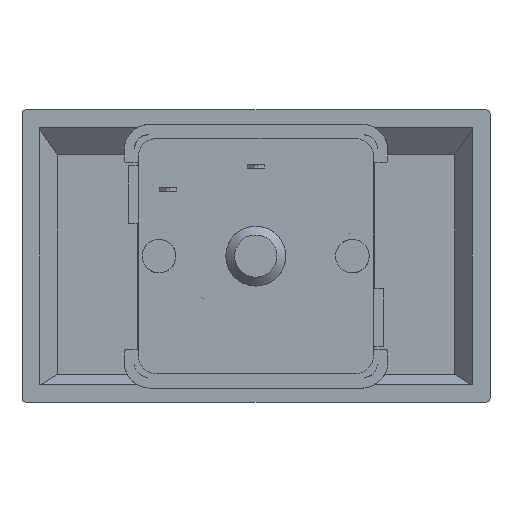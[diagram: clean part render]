
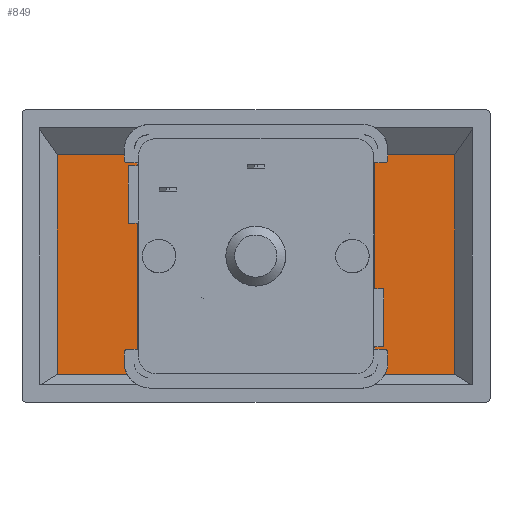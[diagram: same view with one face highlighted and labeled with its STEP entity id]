
A CAD part, front view. The second image highlights one B-rep face of the part: STEP entity #849.
In plain terms, the highlighted free-form (B-spline) face has degree [1, 1] with [2, 2] control points.
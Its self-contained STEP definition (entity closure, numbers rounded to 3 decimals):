
#31 = VERTEX_POINT('',#32);
#32 = CARTESIAN_POINT('',(38.2,2.4,-0.5));
#37 = EDGE_CURVE('',#38,#31,#40,.T.);
#38 = VERTEX_POINT('',#39);
#39 = CARTESIAN_POINT('',(38.2,2.4,-1.5));
#40 = B_SPLINE_CURVE_WITH_KNOTS('',1,(#41,#42),.UNSPECIFIED.,.F.,.F.,(2,
    2),(-0.045,0.055),
  .PIECEWISE_BEZIER_KNOTS.);
#41 = CARTESIAN_POINT('',(38.2,2.4,-1.5));
#42 = CARTESIAN_POINT('',(38.2,2.4,-0.5));
#65 = EDGE_CURVE('',#66,#38,#68,.T.);
#66 = VERTEX_POINT('',#67);
#67 = CARTESIAN_POINT('',(39.5,2.4,-1.5));
#68 = B_SPLINE_CURVE_WITH_KNOTS('',1,(#69,#70),.UNSPECIFIED.,.F.,.F.,(2,
    2),(0.11,0.24),.PIECEWISE_BEZIER_KNOTS.);
#69 = CARTESIAN_POINT('',(39.5,2.4,-1.5));
#70 = CARTESIAN_POINT('',(38.2,2.4,-1.5));
#93 = EDGE_CURVE('',#94,#66,#96,.T.);
#94 = VERTEX_POINT('',#95);
#95 = CARTESIAN_POINT('',(39.5,2.4,-0.5));
#96 = B_SPLINE_CURVE_WITH_KNOTS('',1,(#97,#98),.UNSPECIFIED.,.F.,.F.,(2,
    2),(-0.005,0.095),
  .PIECEWISE_BEZIER_KNOTS.);
#97 = CARTESIAN_POINT('',(39.5,2.4,-0.5));
#98 = CARTESIAN_POINT('',(39.5,2.4,-1.5));
#121 = EDGE_CURVE('',#122,#94,#124,.T.);
#122 = VERTEX_POINT('',#123);
#123 = CARTESIAN_POINT('',(39.28,2.4,-0.5));
#124 = B_SPLINE_CURVE_WITH_KNOTS('',1,(#125,#126),.UNSPECIFIED.,.F.,.F.,
  (2,2),(-0.121,-0.099),.PIECEWISE_BEZIER_KNOTS.);
#125 = CARTESIAN_POINT('',(39.28,2.4,-0.5));
#126 = CARTESIAN_POINT('',(39.5,2.4,-0.5));
#149 = EDGE_CURVE('',#150,#122,#152,.T.);
#150 = VERTEX_POINT('',#151);
#151 = CARTESIAN_POINT('',(39.28,2.4,0.5));
#152 = B_SPLINE_CURVE_WITH_KNOTS('',1,(#153,#154),.UNSPECIFIED.,.F.,.F.,
  (2,2),(-0.055,0.045),.PIECEWISE_BEZIER_KNOTS.);
#153 = CARTESIAN_POINT('',(39.28,2.4,0.5));
#154 = CARTESIAN_POINT('',(39.28,2.4,-0.5));
#177 = EDGE_CURVE('',#178,#150,#180,.T.);
#178 = VERTEX_POINT('',#179);
#179 = CARTESIAN_POINT('',(39.5,2.4,0.5));
#180 = B_SPLINE_CURVE_WITH_KNOTS('',1,(#181,#182),.UNSPECIFIED.,.F.,.F.,
  (2,2),(0.11,0.132),.PIECEWISE_BEZIER_KNOTS.);
#181 = CARTESIAN_POINT('',(39.5,2.4,0.5));
#182 = CARTESIAN_POINT('',(39.28,2.4,0.5));
#205 = EDGE_CURVE('',#206,#178,#208,.T.);
#206 = VERTEX_POINT('',#207);
#207 = CARTESIAN_POINT('',(39.5,2.4,1.5));
#208 = B_SPLINE_CURVE_WITH_KNOTS('',1,(#209,#210),.UNSPECIFIED.,.F.,.F.,
  (2,2),(-0.105,-0.005),.PIECEWISE_BEZIER_KNOTS.);
#209 = CARTESIAN_POINT('',(39.5,2.4,1.5));
#210 = CARTESIAN_POINT('',(39.5,2.4,0.5));
#233 = EDGE_CURVE('',#234,#206,#236,.T.);
#234 = VERTEX_POINT('',#235);
#235 = CARTESIAN_POINT('',(38.2,2.4,1.5));
#236 = B_SPLINE_CURVE_WITH_KNOTS('',1,(#237,#238),.UNSPECIFIED.,.F.,.F.,
  (2,2),(-0.175,-0.045),.PIECEWISE_BEZIER_KNOTS.);
#237 = CARTESIAN_POINT('',(38.2,2.4,1.5));
#238 = CARTESIAN_POINT('',(39.5,2.4,1.5));
#261 = EDGE_CURVE('',#262,#234,#264,.T.);
#262 = VERTEX_POINT('',#263);
#263 = CARTESIAN_POINT('',(38.2,2.4,0.5));
#264 = B_SPLINE_CURVE_WITH_KNOTS('',1,(#265,#266),.UNSPECIFIED.,.F.,.F.,
  (2,2),(0.055,0.155),.PIECEWISE_BEZIER_KNOTS.);
#265 = CARTESIAN_POINT('',(38.2,2.4,0.5));
#266 = CARTESIAN_POINT('',(38.2,2.4,1.5));
#289 = EDGE_CURVE('',#290,#262,#292,.T.);
#290 = VERTEX_POINT('',#291);
#291 = CARTESIAN_POINT('',(38.42,2.4,0.5));
#292 = B_SPLINE_CURVE_WITH_KNOTS('',1,(#293,#294),.UNSPECIFIED.,.F.,.F.,
  (2,2),(0.164,0.186),.PIECEWISE_BEZIER_KNOTS.);
#293 = CARTESIAN_POINT('',(38.42,2.4,0.5));
#294 = CARTESIAN_POINT('',(38.2,2.4,0.5));
#317 = EDGE_CURVE('',#318,#290,#320,.T.);
#318 = VERTEX_POINT('',#319);
#319 = CARTESIAN_POINT('',(38.42,2.4,-0.5));
#320 = B_SPLINE_CURVE_WITH_KNOTS('',1,(#321,#322),.UNSPECIFIED.,.F.,.F.,
  (2,2),(0.005,0.105),.PIECEWISE_BEZIER_KNOTS.);
#321 = CARTESIAN_POINT('',(38.42,2.4,-0.5));
#322 = CARTESIAN_POINT('',(38.42,2.4,0.5));
#343 = EDGE_CURVE('',#31,#318,#344,.T.);
#344 = B_SPLINE_CURVE_WITH_KNOTS('',1,(#345,#346),.UNSPECIFIED.,.F.,.F.,
  (2,2),(-0.175,-0.153),.PIECEWISE_BEZIER_KNOTS.);
#345 = CARTESIAN_POINT('',(38.2,2.4,-0.5));
#346 = CARTESIAN_POINT('',(38.42,2.4,-0.5));
#387 = VERTEX_POINT('',#388);
#388 = CARTESIAN_POINT('',(44.98,2.4,0.5));
#393 = EDGE_CURVE('',#394,#387,#396,.T.);
#394 = VERTEX_POINT('',#395);
#395 = CARTESIAN_POINT('',(45.2,2.4,0.5));
#396 = B_SPLINE_CURVE_WITH_KNOTS('',1,(#397,#398),.UNSPECIFIED.,.F.,.F.,
  (2,2),(-0.175,-0.153),.PIECEWISE_BEZIER_KNOTS.);
#397 = CARTESIAN_POINT('',(45.2,2.4,0.5));
#398 = CARTESIAN_POINT('',(44.98,2.4,0.5));
#421 = EDGE_CURVE('',#422,#394,#424,.T.);
#422 = VERTEX_POINT('',#423);
#423 = CARTESIAN_POINT('',(45.2,2.4,1.5));
#424 = B_SPLINE_CURVE_WITH_KNOTS('',1,(#425,#426),.UNSPECIFIED.,.F.,.F.,
  (2,2),(-0.105,-0.005),.PIECEWISE_BEZIER_KNOTS.);
#425 = CARTESIAN_POINT('',(45.2,2.4,1.5));
#426 = CARTESIAN_POINT('',(45.2,2.4,0.5));
#449 = EDGE_CURVE('',#450,#422,#452,.T.);
#450 = VERTEX_POINT('',#451);
#451 = CARTESIAN_POINT('',(43.9,2.4,1.5));
#452 = B_SPLINE_CURVE_WITH_KNOTS('',1,(#453,#454),.UNSPECIFIED.,.F.,.F.,
  (2,2),(0.11,0.24),.PIECEWISE_BEZIER_KNOTS.);
#453 = CARTESIAN_POINT('',(43.9,2.4,1.5));
#454 = CARTESIAN_POINT('',(45.2,2.4,1.5));
#477 = EDGE_CURVE('',#478,#450,#480,.T.);
#478 = VERTEX_POINT('',#479);
#479 = CARTESIAN_POINT('',(43.9,2.4,0.5));
#480 = B_SPLINE_CURVE_WITH_KNOTS('',1,(#481,#482),.UNSPECIFIED.,.F.,.F.,
  (2,2),(0.055,0.155),.PIECEWISE_BEZIER_KNOTS.);
#481 = CARTESIAN_POINT('',(43.9,2.4,0.5));
#482 = CARTESIAN_POINT('',(43.9,2.4,1.5));
#505 = EDGE_CURVE('',#506,#478,#508,.T.);
#506 = VERTEX_POINT('',#507);
#507 = CARTESIAN_POINT('',(44.12,2.4,0.5));
#508 = B_SPLINE_CURVE_WITH_KNOTS('',1,(#509,#510),.UNSPECIFIED.,.F.,.F.,
  (2,2),(-0.121,-0.099),.PIECEWISE_BEZIER_KNOTS.);
#509 = CARTESIAN_POINT('',(44.12,2.4,0.5));
#510 = CARTESIAN_POINT('',(43.9,2.4,0.5));
#533 = EDGE_CURVE('',#534,#506,#536,.T.);
#534 = VERTEX_POINT('',#535);
#535 = CARTESIAN_POINT('',(44.12,2.4,-0.5));
#536 = B_SPLINE_CURVE_WITH_KNOTS('',1,(#537,#538),.UNSPECIFIED.,.F.,.F.,
  (2,2),(0.005,0.105),.PIECEWISE_BEZIER_KNOTS.);
#537 = CARTESIAN_POINT('',(44.12,2.4,-0.5));
#538 = CARTESIAN_POINT('',(44.12,2.4,0.5));
#561 = EDGE_CURVE('',#562,#534,#564,.T.);
#562 = VERTEX_POINT('',#563);
#563 = CARTESIAN_POINT('',(43.9,2.4,-0.5));
#564 = B_SPLINE_CURVE_WITH_KNOTS('',1,(#565,#566),.UNSPECIFIED.,.F.,.F.,
  (2,2),(0.11,0.132),.PIECEWISE_BEZIER_KNOTS.);
#565 = CARTESIAN_POINT('',(43.9,2.4,-0.5));
#566 = CARTESIAN_POINT('',(44.12,2.4,-0.5));
#589 = EDGE_CURVE('',#590,#562,#592,.T.);
#590 = VERTEX_POINT('',#591);
#591 = CARTESIAN_POINT('',(43.9,2.4,-1.5));
#592 = B_SPLINE_CURVE_WITH_KNOTS('',1,(#593,#594),.UNSPECIFIED.,.F.,.F.,
  (2,2),(-0.045,0.055),
  .PIECEWISE_BEZIER_KNOTS.);
#593 = CARTESIAN_POINT('',(43.9,2.4,-1.5));
#594 = CARTESIAN_POINT('',(43.9,2.4,-0.5));
#617 = EDGE_CURVE('',#618,#590,#620,.T.);
#618 = VERTEX_POINT('',#619);
#619 = CARTESIAN_POINT('',(45.2,2.4,-1.5));
#620 = B_SPLINE_CURVE_WITH_KNOTS('',1,(#621,#622),.UNSPECIFIED.,.F.,.F.,
  (2,2),(-0.175,-0.045),.PIECEWISE_BEZIER_KNOTS.);
#621 = CARTESIAN_POINT('',(45.2,2.4,-1.5));
#622 = CARTESIAN_POINT('',(43.9,2.4,-1.5));
#645 = EDGE_CURVE('',#646,#618,#648,.T.);
#646 = VERTEX_POINT('',#647);
#647 = CARTESIAN_POINT('',(45.2,2.4,-0.5));
#648 = B_SPLINE_CURVE_WITH_KNOTS('',1,(#649,#650),.UNSPECIFIED.,.F.,.F.,
  (2,2),(-0.005,0.095),
  .PIECEWISE_BEZIER_KNOTS.);
#649 = CARTESIAN_POINT('',(45.2,2.4,-0.5));
#650 = CARTESIAN_POINT('',(45.2,2.4,-1.5));
#673 = EDGE_CURVE('',#674,#646,#676,.T.);
#674 = VERTEX_POINT('',#675);
#675 = CARTESIAN_POINT('',(44.98,2.4,-0.5));
#676 = B_SPLINE_CURVE_WITH_KNOTS('',1,(#677,#678),.UNSPECIFIED.,.F.,.F.,
  (2,2),(0.164,0.186),.PIECEWISE_BEZIER_KNOTS.);
#677 = CARTESIAN_POINT('',(44.98,2.4,-0.5));
#678 = CARTESIAN_POINT('',(45.2,2.4,-0.5));
#699 = EDGE_CURVE('',#387,#674,#700,.T.);
#700 = B_SPLINE_CURVE_WITH_KNOTS('',1,(#701,#702),.UNSPECIFIED.,.F.,.F.,
  (2,2),(-0.055,0.045),.PIECEWISE_BEZIER_KNOTS.);
#701 = CARTESIAN_POINT('',(44.98,2.4,0.5));
#702 = CARTESIAN_POINT('',(44.98,2.4,-0.5));
#785 = VERTEX_POINT('',#786);
#786 = CARTESIAN_POINT('',(30.409,2.4,-6.712));
#791 = EDGE_CURVE('',#785,#792,#794,.T.);
#792 = VERTEX_POINT('',#793);
#793 = CARTESIAN_POINT('',(30.409,2.4,5.743));
#794 = B_SPLINE_CURVE_WITH_KNOTS('',1,(#795,#796),.UNSPECIFIED.,.F.,.F.,
  (2,2),(-0.276,0.969),.PIECEWISE_BEZIER_KNOTS.);
#795 = CARTESIAN_POINT('',(30.409,2.4,-6.712));
#796 = CARTESIAN_POINT('',(30.409,2.4,5.743));
#827 = VERTEX_POINT('',#828);
#828 = CARTESIAN_POINT('',(52.991,2.4,5.743));
#833 = EDGE_CURVE('',#827,#834,#836,.T.);
#834 = VERTEX_POINT('',#835);
#835 = CARTESIAN_POINT('',(52.991,2.4,-6.712));
#836 = B_SPLINE_CURVE_WITH_KNOTS('',1,(#837,#838),.UNSPECIFIED.,.F.,.F.,
  (2,2),(-0.299,0.946),.PIECEWISE_BEZIER_KNOTS.);
#837 = CARTESIAN_POINT('',(52.991,2.4,5.743));
#838 = CARTESIAN_POINT('',(52.991,2.4,-6.712));
#849 = ADVANCED_FACE('',(#850,#864,#878),#892,.T.);
#850 = FACE_BOUND('',#851,.T.);
#851 = EDGE_LOOP('',(#852,#853,#858,#859));
#852 = ORIENTED_EDGE('',*,*,#791,.F.);
#853 = ORIENTED_EDGE('',*,*,#854,.F.);
#854 = EDGE_CURVE('',#834,#785,#855,.T.);
#855 = B_SPLINE_CURVE_WITH_KNOTS('',1,(#856,#857),.UNSPECIFIED.,.F.,.F.,
  (2,2),(-0.542,1.717),.PIECEWISE_BEZIER_KNOTS.);
#856 = CARTESIAN_POINT('',(52.991,2.4,-6.712));
#857 = CARTESIAN_POINT('',(30.409,2.4,-6.712));
#858 = ORIENTED_EDGE('',*,*,#833,.F.);
#859 = ORIENTED_EDGE('',*,*,#860,.F.);
#860 = EDGE_CURVE('',#792,#827,#861,.T.);
#861 = B_SPLINE_CURVE_WITH_KNOTS('',1,(#862,#863),.UNSPECIFIED.,.F.,.F.,
  (2,2),(-0.542,1.717),.PIECEWISE_BEZIER_KNOTS.);
#862 = CARTESIAN_POINT('',(30.409,2.4,5.743));
#863 = CARTESIAN_POINT('',(52.991,2.4,5.743));
#864 = FACE_BOUND('',#865,.T.);
#865 = EDGE_LOOP('',(#866,#867,#868,#869,#870,#871,#872,#873,#874,#875,
    #876,#877));
#866 = ORIENTED_EDGE('',*,*,#37,.T.);
#867 = ORIENTED_EDGE('',*,*,#343,.T.);
#868 = ORIENTED_EDGE('',*,*,#317,.T.);
#869 = ORIENTED_EDGE('',*,*,#289,.T.);
#870 = ORIENTED_EDGE('',*,*,#261,.T.);
#871 = ORIENTED_EDGE('',*,*,#233,.T.);
#872 = ORIENTED_EDGE('',*,*,#205,.T.);
#873 = ORIENTED_EDGE('',*,*,#177,.T.);
#874 = ORIENTED_EDGE('',*,*,#149,.T.);
#875 = ORIENTED_EDGE('',*,*,#121,.T.);
#876 = ORIENTED_EDGE('',*,*,#93,.T.);
#877 = ORIENTED_EDGE('',*,*,#65,.T.);
#878 = FACE_BOUND('',#879,.T.);
#879 = EDGE_LOOP('',(#880,#881,#882,#883,#884,#885,#886,#887,#888,#889,
    #890,#891));
#880 = ORIENTED_EDGE('',*,*,#393,.T.);
#881 = ORIENTED_EDGE('',*,*,#699,.T.);
#882 = ORIENTED_EDGE('',*,*,#673,.T.);
#883 = ORIENTED_EDGE('',*,*,#645,.T.);
#884 = ORIENTED_EDGE('',*,*,#617,.T.);
#885 = ORIENTED_EDGE('',*,*,#589,.T.);
#886 = ORIENTED_EDGE('',*,*,#561,.T.);
#887 = ORIENTED_EDGE('',*,*,#533,.T.);
#888 = ORIENTED_EDGE('',*,*,#505,.T.);
#889 = ORIENTED_EDGE('',*,*,#477,.T.);
#890 = ORIENTED_EDGE('',*,*,#449,.T.);
#891 = ORIENTED_EDGE('',*,*,#421,.T.);
#892 = B_SPLINE_SURFACE_WITH_KNOTS('',1,1,(
    (#893,#894)
    ,(#895,#896
    )),.UNSPECIFIED.,.F.,.F.,.F.,(2,2),(2,2),(-0.612,
    0.635),(-1.13,1.13),
  .PIECEWISE_BEZIER_KNOTS.);
#893 = CARTESIAN_POINT('',(30.399,2.4,5.753));
#894 = CARTESIAN_POINT('',(53.001,2.4,5.753));
#895 = CARTESIAN_POINT('',(30.399,2.4,-6.722));
#896 = CARTESIAN_POINT('',(53.001,2.4,-6.722));
